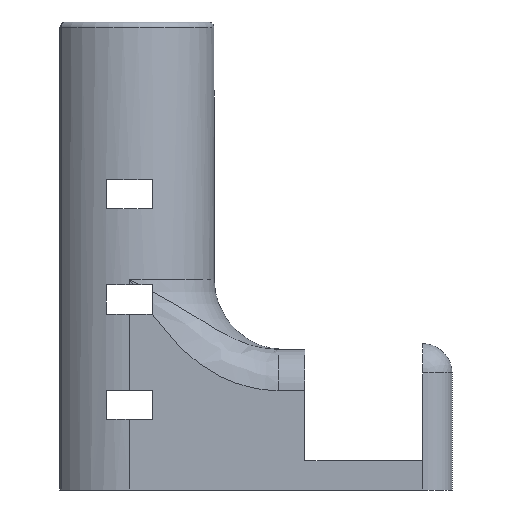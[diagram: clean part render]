
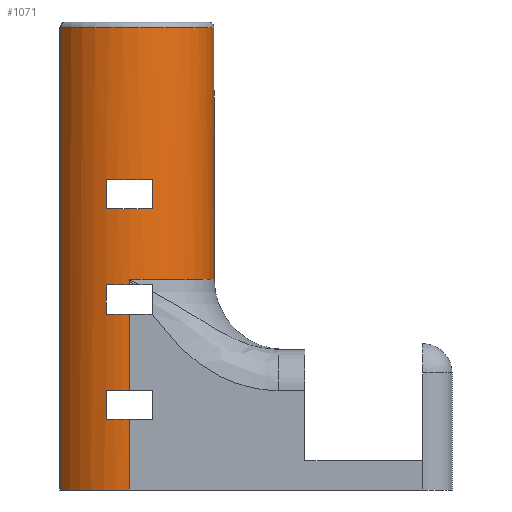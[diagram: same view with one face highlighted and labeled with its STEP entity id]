
A CAD part, front view. The second image highlights one B-rep face of the part: STEP entity #1071.
In plain terms, the highlighted cylindrical face has radius 14.5 mm (diameter 29 mm), a partial arc.
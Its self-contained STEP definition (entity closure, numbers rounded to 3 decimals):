
#15=FACE_BOUND('',#365,.T.);
#16=FACE_BOUND('',#366,.T.);
#86=LINE('',#1550,#174);
#90=LINE('',#1558,#178);
#106=LINE('',#1691,#194);
#110=LINE('',#1699,#198);
#114=LINE('',#1756,#202);
#123=LINE('',#1869,#211);
#127=LINE('',#1881,#215);
#139=LINE('',#1919,#227);
#141=LINE('',#1923,#229);
#146=LINE('',#1937,#234);
#153=LINE('',#1959,#241);
#154=LINE('',#1962,#242);
#157=LINE('',#1971,#245);
#160=LINE('',#1982,#248);
#161=LINE('',#1986,#249);
#162=LINE('',#1988,#250);
#174=VECTOR('',#1242,10.);
#178=VECTOR('',#1246,10.);
#194=VECTOR('',#1280,10.);
#198=VECTOR('',#1284,10.);
#202=VECTOR('',#1296,10.);
#211=VECTOR('',#1331,10.);
#215=VECTOR('',#1345,10.);
#227=VECTOR('',#1387,10.);
#229=VECTOR('',#1391,10.);
#234=VECTOR('',#1404,10.);
#241=VECTOR('',#1425,10.);
#242=VECTOR('',#1428,10.);
#245=VECTOR('',#1439,10.);
#248=VECTOR('',#1452,10.);
#249=VECTOR('',#1455,10.);
#250=VECTOR('',#1458,10.);
#261=CYLINDRICAL_SURFACE('',#1178,14.5);
#308=FACE_OUTER_BOUND('',#364,.T.);
#364=EDGE_LOOP('',(#911,#912,#913,#914,#915,#916,#917,#918,#919,#920,#921,
#922,#923,#924,#925,#926,#927,#928,#929,#930,#931,#932,#933,#934));
#365=EDGE_LOOP('',(#935,#936,#937,#938));
#366=EDGE_LOOP('',(#939,#940,#941,#942));
#401=CIRCLE('',#1123,14.5);
#404=CIRCLE('',#1128,14.5);
#407=CIRCLE('',#1135,14.5);
#409=CIRCLE('',#1139,14.5);
#412=CIRCLE('',#1145,14.5);
#413=CIRCLE('',#1149,14.5);
#415=CIRCLE('',#1152,14.5);
#417=CIRCLE('',#1155,14.5);
#419=CIRCLE('',#1160,14.5);
#422=CIRCLE('',#1165,14.5);
#423=CIRCLE('',#1167,14.5);
#426=CIRCLE('',#1173,14.5);
#427=CIRCLE('',#1176,14.5);
#429=CIRCLE('',#1179,14.5);
#430=CIRCLE('',#1180,14.5);
#431=CIRCLE('',#1181,14.5);
#455=VERTEX_POINT('',#1547);
#456=VERTEX_POINT('',#1549);
#459=VERTEX_POINT('',#1555);
#460=VERTEX_POINT('',#1557);
#477=VERTEX_POINT('',#1688);
#478=VERTEX_POINT('',#1690);
#481=VERTEX_POINT('',#1696);
#482=VERTEX_POINT('',#1698);
#485=VERTEX_POINT('',#1706);
#488=VERTEX_POINT('',#1741);
#489=VERTEX_POINT('',#1755);
#494=VERTEX_POINT('',#1777);
#499=VERTEX_POINT('',#1859);
#502=VERTEX_POINT('',#1867);
#505=VERTEX_POINT('',#1880);
#506=VERTEX_POINT('',#1885);
#511=VERTEX_POINT('',#1901);
#513=VERTEX_POINT('',#1907);
#515=VERTEX_POINT('',#1913);
#517=VERTEX_POINT('',#1922);
#521=VERTEX_POINT('',#1934);
#522=VERTEX_POINT('',#1936);
#524=VERTEX_POINT('',#1942);
#525=VERTEX_POINT('',#1946);
#526=VERTEX_POINT('',#1947);
#530=VERTEX_POINT('',#1957);
#531=VERTEX_POINT('',#1961);
#533=VERTEX_POINT('',#1970);
#535=VERTEX_POINT('',#1979);
#536=VERTEX_POINT('',#1981);
#537=VERTEX_POINT('',#1983);
#538=VERTEX_POINT('',#1985);
#562=EDGE_CURVE('',#455,#456,#86,.T.);
#566=EDGE_CURVE('',#459,#460,#90,.T.);
#591=EDGE_CURVE('',#478,#477,#106,.T.);
#595=EDGE_CURVE('',#482,#481,#110,.T.);
#600=EDGE_CURVE('',#477,#485,#401,.T.);
#604=EDGE_CURVE('',#489,#488,#114,.T.);
#611=EDGE_CURVE('',#494,#488,#404,.T.);
#621=EDGE_CURVE('',#499,#460,#407,.T.);
#626=EDGE_CURVE('',#485,#502,#123,.T.);
#627=EDGE_CURVE('',#502,#489,#409,.T.);
#632=EDGE_CURVE('',#505,#499,#127,.T.);
#635=EDGE_CURVE('',#506,#505,#412,.T.);
#643=EDGE_CURVE('',#481,#511,#413,.T.);
#646=EDGE_CURVE('',#513,#478,#415,.T.);
#649=EDGE_CURVE('',#459,#515,#417,.T.);
#652=EDGE_CURVE('',#511,#513,#139,.T.);
#654=EDGE_CURVE('',#515,#517,#141,.T.);
#657=EDGE_CURVE('',#517,#456,#419,.T.);
#661=EDGE_CURVE('',#522,#521,#146,.T.);
#665=EDGE_CURVE('',#521,#524,#422,.T.);
#666=EDGE_CURVE('',#525,#526,#423,.T.);
#672=EDGE_CURVE('',#524,#530,#153,.T.);
#673=EDGE_CURVE('',#531,#525,#154,.T.);
#677=EDGE_CURVE('',#530,#522,#426,.T.);
#678=EDGE_CURVE('',#526,#533,#157,.T.);
#681=EDGE_CURVE('',#533,#531,#427,.T.);
#683=EDGE_CURVE('',#455,#535,#429,.T.);
#684=EDGE_CURVE('',#536,#535,#160,.T.);
#685=EDGE_CURVE('',#537,#536,#430,.T.);
#686=EDGE_CURVE('',#538,#537,#161,.T.);
#687=EDGE_CURVE('',#538,#482,#431,.T.);
#688=EDGE_CURVE('',#506,#494,#162,.T.);
#911=ORIENTED_EDGE('',*,*,#635,.T.);
#912=ORIENTED_EDGE('',*,*,#632,.T.);
#913=ORIENTED_EDGE('',*,*,#621,.T.);
#914=ORIENTED_EDGE('',*,*,#566,.F.);
#915=ORIENTED_EDGE('',*,*,#649,.T.);
#916=ORIENTED_EDGE('',*,*,#654,.T.);
#917=ORIENTED_EDGE('',*,*,#657,.T.);
#918=ORIENTED_EDGE('',*,*,#562,.F.);
#919=ORIENTED_EDGE('',*,*,#683,.T.);
#920=ORIENTED_EDGE('',*,*,#684,.F.);
#921=ORIENTED_EDGE('',*,*,#685,.F.);
#922=ORIENTED_EDGE('',*,*,#686,.F.);
#923=ORIENTED_EDGE('',*,*,#687,.T.);
#924=ORIENTED_EDGE('',*,*,#595,.T.);
#925=ORIENTED_EDGE('',*,*,#643,.T.);
#926=ORIENTED_EDGE('',*,*,#652,.T.);
#927=ORIENTED_EDGE('',*,*,#646,.T.);
#928=ORIENTED_EDGE('',*,*,#591,.T.);
#929=ORIENTED_EDGE('',*,*,#600,.T.);
#930=ORIENTED_EDGE('',*,*,#626,.T.);
#931=ORIENTED_EDGE('',*,*,#627,.T.);
#932=ORIENTED_EDGE('',*,*,#604,.T.);
#933=ORIENTED_EDGE('',*,*,#611,.F.);
#934=ORIENTED_EDGE('',*,*,#688,.F.);
#935=ORIENTED_EDGE('',*,*,#677,.T.);
#936=ORIENTED_EDGE('',*,*,#661,.T.);
#937=ORIENTED_EDGE('',*,*,#665,.T.);
#938=ORIENTED_EDGE('',*,*,#672,.T.);
#939=ORIENTED_EDGE('',*,*,#678,.T.);
#940=ORIENTED_EDGE('',*,*,#681,.T.);
#941=ORIENTED_EDGE('',*,*,#673,.T.);
#942=ORIENTED_EDGE('',*,*,#666,.T.);
#1071=ADVANCED_FACE('',(#308,#15,#16),#261,.T.);
#1123=AXIS2_PLACEMENT_3D('',#1708,#1292,#1293);
#1128=AXIS2_PLACEMENT_3D('',#1782,#1304,#1305);
#1135=AXIS2_PLACEMENT_3D('',#1860,#1322,#1323);
#1139=AXIS2_PLACEMENT_3D('',#1871,#1334,#1335);
#1145=AXIS2_PLACEMENT_3D('',#1886,#1351,#1352);
#1149=AXIS2_PLACEMENT_3D('',#1902,#1366,#1367);
#1152=AXIS2_PLACEMENT_3D('',#1908,#1373,#1374);
#1155=AXIS2_PLACEMENT_3D('',#1914,#1380,#1381);
#1160=AXIS2_PLACEMENT_3D('',#1928,#1396,#1397);
#1165=AXIS2_PLACEMENT_3D('',#1944,#1411,#1412);
#1167=AXIS2_PLACEMENT_3D('',#1948,#1415,#1416);
#1173=AXIS2_PLACEMENT_3D('',#1968,#1435,#1436);
#1176=AXIS2_PLACEMENT_3D('',#1976,#1444,#1445);
#1178=AXIS2_PLACEMENT_3D('',#1978,#1448,#1449);
#1179=AXIS2_PLACEMENT_3D('',#1980,#1450,#1451);
#1180=AXIS2_PLACEMENT_3D('',#1984,#1453,#1454);
#1181=AXIS2_PLACEMENT_3D('',#1987,#1456,#1457);
#1242=DIRECTION('',(0.,0.,1.));
#1246=DIRECTION('',(0.,0.,1.));
#1280=DIRECTION('',(0.,0.,1.));
#1284=DIRECTION('',(0.,0.,1.));
#1292=DIRECTION('center_axis',(0.,0.,-1.));
#1293=DIRECTION('ref_axis',(1.,0.,0.));
#1296=DIRECTION('',(0.,0.,1.));
#1304=DIRECTION('center_axis',(0.,0.,-1.));
#1305=DIRECTION('ref_axis',(1.,0.,0.));
#1322=DIRECTION('center_axis',(0.,0.,-1.));
#1323=DIRECTION('ref_axis',(1.,0.,0.));
#1331=DIRECTION('',(0.,0.,1.));
#1334=DIRECTION('center_axis',(0.,0.,1.));
#1335=DIRECTION('ref_axis',(1.,0.,0.));
#1345=DIRECTION('',(0.,0.,-1.));
#1351=DIRECTION('center_axis',(0.,0.,1.));
#1352=DIRECTION('ref_axis',(1.,0.,0.));
#1366=DIRECTION('center_axis',(0.,0.,-1.));
#1367=DIRECTION('ref_axis',(1.,0.,0.));
#1373=DIRECTION('center_axis',(0.,0.,1.));
#1374=DIRECTION('ref_axis',(1.,0.,0.));
#1380=DIRECTION('center_axis',(0.,0.,1.));
#1381=DIRECTION('ref_axis',(1.,0.,0.));
#1387=DIRECTION('',(0.,0.,1.));
#1391=DIRECTION('',(0.,0.,-1.));
#1396=DIRECTION('center_axis',(0.,0.,-1.));
#1397=DIRECTION('ref_axis',(1.,0.,0.));
#1404=DIRECTION('',(0.,0.,1.));
#1411=DIRECTION('center_axis',(0.,0.,1.));
#1412=DIRECTION('ref_axis',(1.,0.,0.));
#1415=DIRECTION('center_axis',(0.,0.,1.));
#1416=DIRECTION('ref_axis',(1.,0.,0.));
#1425=DIRECTION('',(0.,0.,-1.));
#1428=DIRECTION('',(0.,0.,1.));
#1435=DIRECTION('center_axis',(0.,0.,-1.));
#1436=DIRECTION('ref_axis',(1.,0.,0.));
#1439=DIRECTION('',(0.,0.,-1.));
#1444=DIRECTION('center_axis',(0.,0.,-1.));
#1445=DIRECTION('ref_axis',(1.,0.,0.));
#1448=DIRECTION('center_axis',(0.,0.,1.));
#1449=DIRECTION('ref_axis',(1.,0.,0.));
#1450=DIRECTION('center_axis',(0.,0.,1.));
#1451=DIRECTION('ref_axis',(1.,0.,0.));
#1452=DIRECTION('',(0.,0.,-1.));
#1453=DIRECTION('center_axis',(0.,0.,1.));
#1454=DIRECTION('ref_axis',(1.,0.,0.));
#1455=DIRECTION('',(0.,0.,1.));
#1456=DIRECTION('center_axis',(0.,0.,1.));
#1457=DIRECTION('ref_axis',(1.,0.,0.));
#1458=DIRECTION('',(0.,0.,1.));
#1547=CARTESIAN_POINT('',(0.,14.5,0.));
#1549=CARTESIAN_POINT('',(0.,14.5,12.067));
#1550=CARTESIAN_POINT('',(0.,14.5,0.));
#1555=CARTESIAN_POINT('',(0.,14.5,17.067));
#1557=CARTESIAN_POINT('',(0.,14.5,30.067));
#1558=CARTESIAN_POINT('',(0.,14.5,0.));
#1688=CARTESIAN_POINT('',(0.,-14.5,30.067));
#1690=CARTESIAN_POINT('',(0.,-14.5,17.067));
#1691=CARTESIAN_POINT('',(0.,-14.5,0.));
#1696=CARTESIAN_POINT('',(0.,-14.5,12.067));
#1698=CARTESIAN_POINT('',(0.,-14.5,0.));
#1699=CARTESIAN_POINT('',(0.,-14.5,0.));
#1706=CARTESIAN_POINT('',(-4.,-13.937,30.067));
#1708=CARTESIAN_POINT('Origin',(0.,0.,30.067));
#1741=CARTESIAN_POINT('',(0.,-14.5,36.));
#1755=CARTESIAN_POINT('',(0.,-14.5,35.067));
#1756=CARTESIAN_POINT('',(0.,-14.5,0.));
#1777=CARTESIAN_POINT('',(0.,14.5,36.));
#1782=CARTESIAN_POINT('Origin',(0.,0.,36.));
#1859=CARTESIAN_POINT('',(-4.,13.937,30.067));
#1860=CARTESIAN_POINT('Origin',(0.,0.,30.067));
#1867=CARTESIAN_POINT('',(-4.,-13.937,35.067));
#1869=CARTESIAN_POINT('',(-4.,-13.937,0.));
#1871=CARTESIAN_POINT('Origin',(0.,0.,35.067));
#1880=CARTESIAN_POINT('',(-4.,13.937,35.067));
#1881=CARTESIAN_POINT('',(-4.,13.937,0.));
#1885=CARTESIAN_POINT('',(0.,14.5,35.067));
#1886=CARTESIAN_POINT('Origin',(0.,0.,35.067));
#1901=CARTESIAN_POINT('',(-4.,-13.937,12.067));
#1902=CARTESIAN_POINT('Origin',(0.,0.,12.067));
#1907=CARTESIAN_POINT('',(-4.,-13.937,17.067));
#1908=CARTESIAN_POINT('Origin',(0.,0.,17.067));
#1913=CARTESIAN_POINT('',(-4.,13.937,17.067));
#1914=CARTESIAN_POINT('Origin',(0.,0.,17.067));
#1919=CARTESIAN_POINT('',(-4.,-13.937,0.));
#1922=CARTESIAN_POINT('',(-4.,13.937,12.067));
#1923=CARTESIAN_POINT('',(-4.,13.937,0.));
#1928=CARTESIAN_POINT('Origin',(0.,0.,12.067));
#1934=CARTESIAN_POINT('',(-4.,-13.937,53.067));
#1936=CARTESIAN_POINT('',(-4.,-13.937,48.067));
#1937=CARTESIAN_POINT('',(-4.,-13.937,0.));
#1942=CARTESIAN_POINT('',(4.,-13.937,53.067));
#1944=CARTESIAN_POINT('Origin',(0.,0.,53.067));
#1946=CARTESIAN_POINT('',(4.,13.937,53.067));
#1947=CARTESIAN_POINT('',(-4.,13.937,53.067));
#1948=CARTESIAN_POINT('Origin',(0.,0.,53.067));
#1957=CARTESIAN_POINT('',(4.,-13.937,48.067));
#1959=CARTESIAN_POINT('',(4.,-13.937,0.));
#1961=CARTESIAN_POINT('',(4.,13.937,48.067));
#1962=CARTESIAN_POINT('',(4.,13.937,0.));
#1968=CARTESIAN_POINT('Origin',(0.,0.,48.067));
#1970=CARTESIAN_POINT('',(-4.,13.937,48.067));
#1971=CARTESIAN_POINT('',(-4.,13.937,0.));
#1976=CARTESIAN_POINT('Origin',(0.,0.,48.067));
#1978=CARTESIAN_POINT('Origin',(0.,0.,0.));
#1979=CARTESIAN_POINT('',(-11.68,8.593,0.));
#1980=CARTESIAN_POINT('Origin',(0.,0.,0.));
#1981=CARTESIAN_POINT('',(-11.68,8.593,79.));
#1982=CARTESIAN_POINT('',(-11.68,8.593,0.));
#1983=CARTESIAN_POINT('',(-11.68,-8.593,79.));
#1984=CARTESIAN_POINT('Origin',(0.,0.,79.));
#1985=CARTESIAN_POINT('',(-11.68,-8.593,0.));
#1986=CARTESIAN_POINT('',(-11.68,-8.593,0.));
#1987=CARTESIAN_POINT('Origin',(0.,0.,0.));
#1988=CARTESIAN_POINT('',(0.,14.5,0.));
